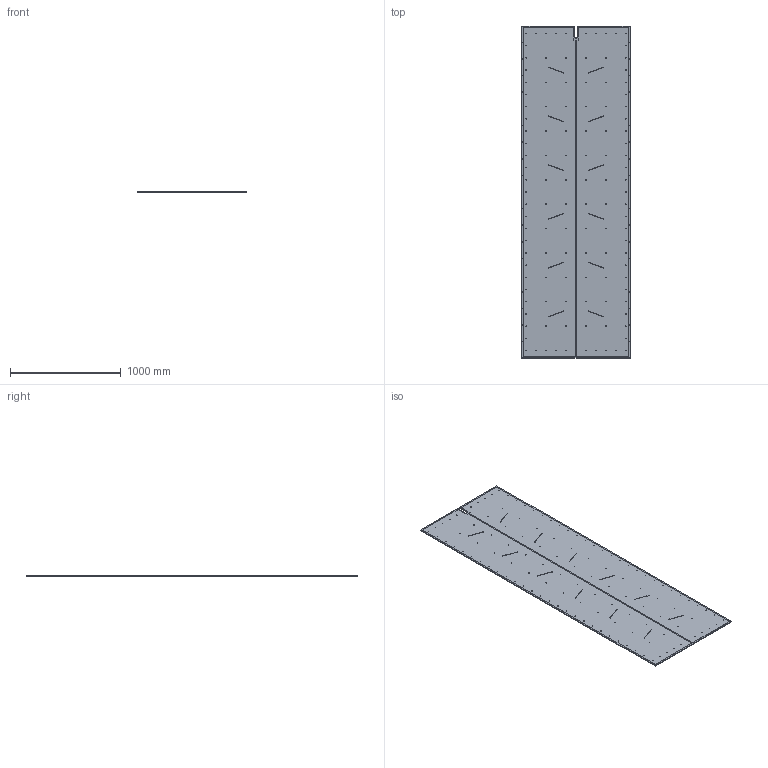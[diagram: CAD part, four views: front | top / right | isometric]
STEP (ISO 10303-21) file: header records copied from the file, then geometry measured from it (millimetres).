
FILE_DESCRIPTION (( 'STEP AP214' ), '1' );
FILE_NAME ('TPC_FieldcageCathode6k_TPV_FieldCageCathode_asm6k_NDK6kuH2 18 2022.STEP', '2023-02-10T18:41:28', ( '' ), ( '' ), 'SwSTEP 2.0', 'SolidWorks 2020', '' );
FILE_SCHEMA (( 'AUTOMOTIVE_DESIGN' ));
Length unit declared in the file: millimetre
Products named in the file (1): TPC_FieldcageCathode6k_TPV_FieldCageCathode_asm6k_NDK6kuH2 18 2022
Bounding box: 976.3 x 2994.5 x 6.45 mm (x, y, z)
Volume: 18711707.6 mm3; surface area: 5897723.8 mm2
Topology: 1 solids, 1 shells, 988 faces, 2166 edges, 1444 vertices
Faces by surface type: cylinder 642, plane 346
Entity records: 30926 total; most frequent: DIRECTION 5428, CARTESIAN_POINT 4599, ORIENTED_EDGE 4332, AXIS2_PLACEMENT_3D 2273, EDGE_CURVE 2166, VERTEX_POINT 1444, EDGE_LOOP 1348, CIRCLE 1284
